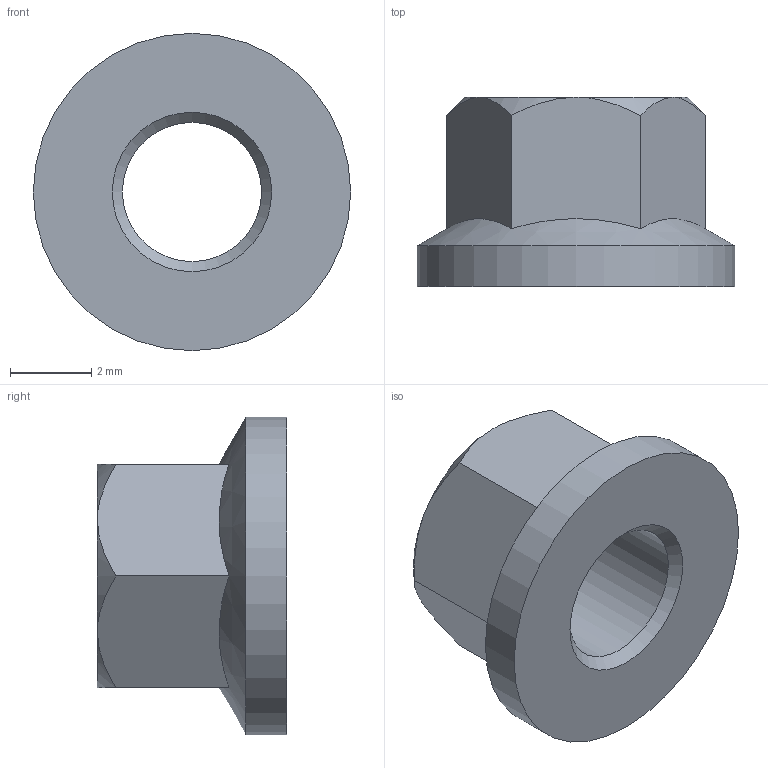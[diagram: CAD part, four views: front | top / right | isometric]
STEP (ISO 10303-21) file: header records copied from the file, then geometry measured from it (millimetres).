
FILE_DESCRIPTION(/* description */ (''),/* implementation_level */ '2;1');
FILE_NAME(/* name */ 'DIN 6923 M4 A2.step',/* time_stamp */ '2024-03-26T12:28:25+01:00',/* author */ (''),/* organization */ (''),/* preprocessor_version */ 'ST-DEVELOPER v20',/* originating_system */ 'Autodesk Translation Framework v12.20.1.177',/* authorisation */ '');
FILE_SCHEMA (('AUTOMOTIVE_DESIGN { 1 0 10303 214 3 1 1 }'));
Length unit declared in the file: millimetre
Products named in the file (1): DIN 6923 M4 A2
Bounding box: 7.8 x 4.65 x 7.8 mm (x, y, z)
Volume: 105.7 mm3; surface area: 208.7 mm2
Topology: 1 solids, 1 shells, 19 faces, 49 edges, 32 vertices
Faces by surface type: cone 9, plane 8, cylinder 2
Full cylindrical faces by diameter (mm): 3.42 x1, 7.8 x1
Entity records: 605 total; most frequent: CARTESIAN_POINT 139, ORIENTED_EDGE 98, DIRECTION 83, EDGE_CURVE 49, AXIS2_PLACEMENT_3D 33, VERTEX_POINT 32, EDGE_LOOP 21, FACE_OUTER_BOUND 19
